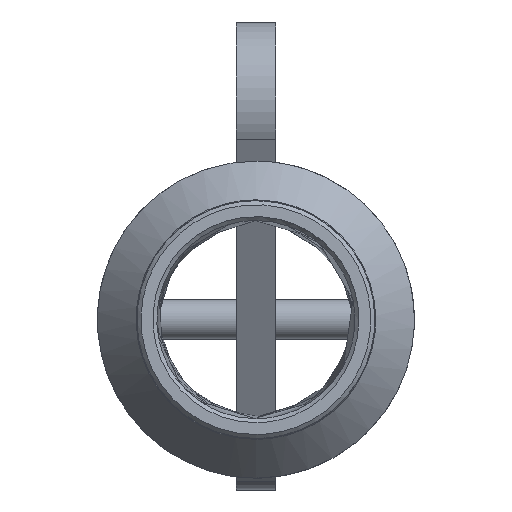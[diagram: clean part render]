
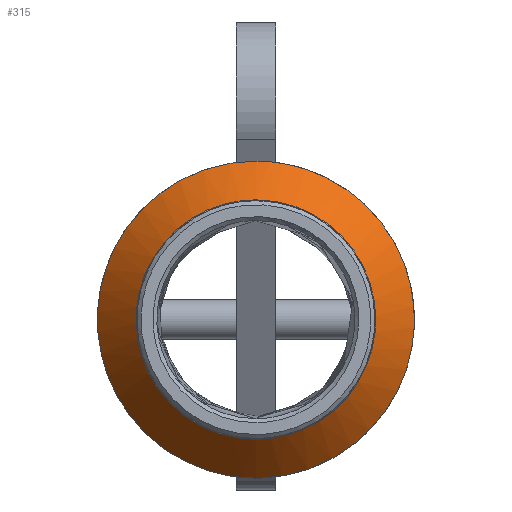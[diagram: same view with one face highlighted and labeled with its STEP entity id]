
A CAD part, left-side view. The second image highlights one B-rep face of the part: STEP entity #315.
In plain terms, the highlighted free-form (B-spline) face has degree [2, 1] with [7, 2] control points.
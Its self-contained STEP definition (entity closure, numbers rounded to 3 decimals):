
#276 = VERTEX_POINT('',#277);
#277 = CARTESIAN_POINT('',(-59.691,0.,11.205));
#282 = EDGE_CURVE('',#283,#276,#285,.T.);
#283 = VERTEX_POINT('',#284);
#284 = CARTESIAN_POINT('',(-59.691,0.,-11.205));
#285 = ( BOUNDED_CURVE() B_SPLINE_CURVE(2,(#286,#287,#288,#289,#290),
.UNSPECIFIED.,.F.,.F.) B_SPLINE_CURVE_WITH_KNOTS((3,2,3),(3.142,
4.712,6.283),.PIECEWISE_BEZIER_KNOTS.) CURVE() 
GEOMETRIC_REPRESENTATION_ITEM() RATIONAL_B_SPLINE_CURVE((1.,
0.707,1.,0.707,1.)) REPRESENTATION_ITEM('') );
#286 = CARTESIAN_POINT('',(-59.691,0.,
    -11.205));
#287 = CARTESIAN_POINT('',(-59.691,-11.205,
    -11.205));
#288 = CARTESIAN_POINT('',(-59.691,-11.205,
    0.));
#289 = CARTESIAN_POINT('',(-59.691,-11.205,
    11.205));
#290 = CARTESIAN_POINT('',(-59.691,0.,
    11.205));
#292 = EDGE_CURVE('',#276,#283,#293,.T.);
#293 = ( BOUNDED_CURVE() B_SPLINE_CURVE(2,(#294,#295,#296,#297,#298),
.UNSPECIFIED.,.F.,.F.) B_SPLINE_CURVE_WITH_KNOTS((3,2,3),(0.,
1.571,3.142),.PIECEWISE_BEZIER_KNOTS.) CURVE() 
GEOMETRIC_REPRESENTATION_ITEM() RATIONAL_B_SPLINE_CURVE((1.,
0.707,1.,0.707,1.)) REPRESENTATION_ITEM('') );
#294 = CARTESIAN_POINT('',(-59.691,0.,11.205));
#295 = CARTESIAN_POINT('',(-59.691,11.205,
    11.205));
#296 = CARTESIAN_POINT('',(-59.691,11.205,
    0.));
#297 = CARTESIAN_POINT('',(-59.691,11.205,
    -11.205));
#298 = CARTESIAN_POINT('',(-59.691,0.,
    -11.205));
#315 = ADVANCED_FACE('',(#316),#346,.T.);
#316 = FACE_BOUND('',#317,.T.);
#317 = EDGE_LOOP('',(#318,#330,#338,#343,#344,#345));
#318 = ORIENTED_EDGE('',*,*,#319,.T.);
#319 = EDGE_CURVE('',#320,#322,#324,.T.);
#320 = VERTEX_POINT('',#321);
#321 = CARTESIAN_POINT('',(-62.951,0.,-8.469));
#322 = VERTEX_POINT('',#323);
#323 = CARTESIAN_POINT('',(-62.951,0.,8.469));
#324 = ( BOUNDED_CURVE() B_SPLINE_CURVE(2,(#325,#326,#327,#328,#329),
.UNSPECIFIED.,.F.,.F.) B_SPLINE_CURVE_WITH_KNOTS((3,2,3),(0.,
1.571,3.142),.PIECEWISE_BEZIER_KNOTS.) CURVE() 
GEOMETRIC_REPRESENTATION_ITEM() RATIONAL_B_SPLINE_CURVE((1.,
0.707,1.,0.707,1.)) REPRESENTATION_ITEM('') );
#325 = CARTESIAN_POINT('',(-62.951,0.,-8.469));
#326 = CARTESIAN_POINT('',(-62.951,8.469,
    -8.469));
#327 = CARTESIAN_POINT('',(-62.951,8.469,
    0.));
#328 = CARTESIAN_POINT('',(-62.951,8.469,8.469
    ));
#329 = CARTESIAN_POINT('',(-62.951,0.,
    8.469));
#330 = ORIENTED_EDGE('',*,*,#331,.T.);
#331 = EDGE_CURVE('',#322,#320,#332,.T.);
#332 = ( BOUNDED_CURVE() B_SPLINE_CURVE(2,(#333,#334,#335,#336,#337),
.UNSPECIFIED.,.F.,.F.) B_SPLINE_CURVE_WITH_KNOTS((3,2,3),(3.142,
4.712,6.283),.PIECEWISE_BEZIER_KNOTS.) CURVE() 
GEOMETRIC_REPRESENTATION_ITEM() RATIONAL_B_SPLINE_CURVE((1.,
0.707,1.,0.707,1.)) REPRESENTATION_ITEM('') );
#333 = CARTESIAN_POINT('',(-62.951,0.,
    8.469));
#334 = CARTESIAN_POINT('',(-62.951,-8.469,
    8.469));
#335 = CARTESIAN_POINT('',(-62.951,-8.469,
    0.));
#336 = CARTESIAN_POINT('',(-62.951,-8.469,
    -8.469));
#337 = CARTESIAN_POINT('',(-62.951,0.,
    -8.469));
#338 = ORIENTED_EDGE('',*,*,#339,.T.);
#339 = EDGE_CURVE('',#320,#283,#340,.T.);
#340 = B_SPLINE_CURVE_WITH_KNOTS('',1,(#341,#342),.UNSPECIFIED.,.F.,.F.,
  (2,2),(-3.039,0.),.PIECEWISE_BEZIER_KNOTS.);
#341 = CARTESIAN_POINT('',(-62.951,0.,-8.469));
#342 = CARTESIAN_POINT('',(-59.691,0.,-11.205));
#343 = ORIENTED_EDGE('',*,*,#282,.T.);
#344 = ORIENTED_EDGE('',*,*,#292,.T.);
#345 = ORIENTED_EDGE('',*,*,#339,.F.);
#346 = ( BOUNDED_SURFACE() B_SPLINE_SURFACE(2,1,(
    (#347,#348)
    ,(#349,#350)
    ,(#351,#352)
    ,(#353,#354)
    ,(#355,#356)
    ,(#357,#358)
,(#359,#360
    )),.UNSPECIFIED.,.T.,.F.,.F.) B_SPLINE_SURFACE_WITH_KNOTS((1,2,2,2,2
    ,1),(2,2),(-2.094,0.,2.094,4.189,
    6.283,8.378),(-3.039,0.),.UNSPECIFIED.) 
GEOMETRIC_REPRESENTATION_ITEM() RATIONAL_B_SPLINE_SURFACE((
    (1.,1.)
    ,(0.5,0.5)
    ,(1.,1.)
    ,(0.5,0.5)
    ,(1.,1.)
    ,(0.5,0.5)
,(1.,1.))) REPRESENTATION_ITEM('') SURFACE() );
#347 = CARTESIAN_POINT('',(-62.951,0.,-8.469));
#348 = CARTESIAN_POINT('',(-59.691,0.,-11.205));
#349 = CARTESIAN_POINT('',(-62.951,14.67,
    -8.469));
#350 = CARTESIAN_POINT('',(-59.691,19.408,
    -11.205));
#351 = CARTESIAN_POINT('',(-62.951,7.335,4.235
    ));
#352 = CARTESIAN_POINT('',(-59.691,9.704,5.603
    ));
#353 = CARTESIAN_POINT('',(-62.951,0.,
    16.939));
#354 = CARTESIAN_POINT('',(-59.691,0.,
    22.41));
#355 = CARTESIAN_POINT('',(-62.951,-7.335,
    4.235));
#356 = CARTESIAN_POINT('',(-59.691,-9.704,
    5.603));
#357 = CARTESIAN_POINT('',(-62.951,-14.67,
    -8.469));
#358 = CARTESIAN_POINT('',(-59.691,-19.408,
    -11.205));
#359 = CARTESIAN_POINT('',(-62.951,0.,-8.469));
#360 = CARTESIAN_POINT('',(-59.691,0.,-11.205));
